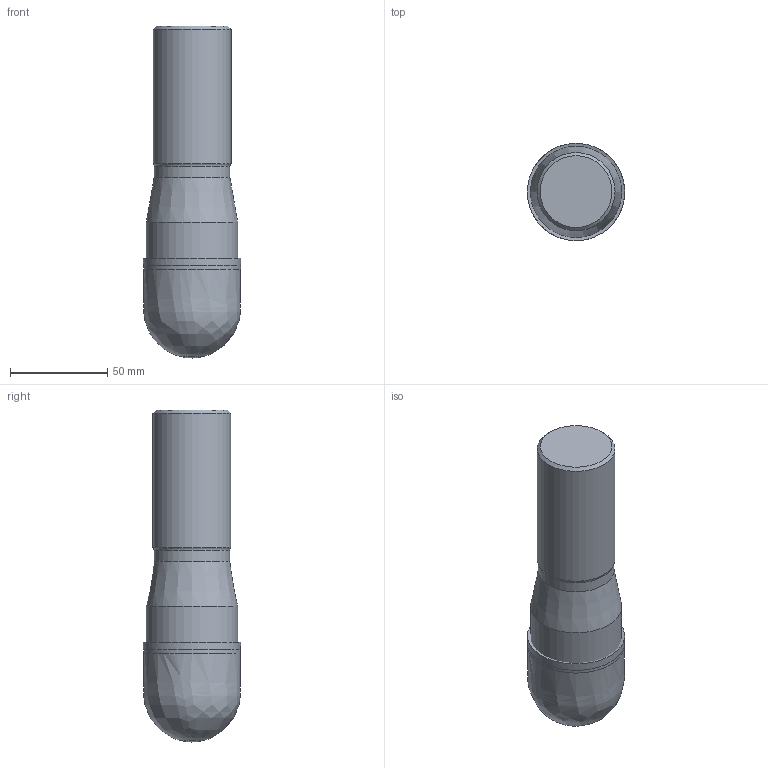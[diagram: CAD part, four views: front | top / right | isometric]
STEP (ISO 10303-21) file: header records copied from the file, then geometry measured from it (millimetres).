
FILE_DESCRIPTION(/* description */ (''),/* implementation_level */ '2;1');
FILE_NAME(/* name */ '1582707078783.stp',/* time_stamp */ '2020-02-26T14:21:31+06:00',/* author */ (''),/* organization */ ('SMS'),/* preprocessor_version */ 'ST-DEVELOPER v16.7',/* originating_system */ 'SIEMENS PLM Software NX 12.0',/* authorisation */ '');
FILE_SCHEMA (('AUTOMOTIVE_DESIGN { 1 0 10303 214 3 1 1 1 }'));
Length unit declared in the file: millimetre
Products named in the file (4): ASSEMBLY_CONSTRUCTION; 202039781mod000_00; 202354923mod000_00; 202354921mod000_00
Assembly tree (3 placements, depth 2):
  202354921mod000_00
    202354923mod000_00
    202039781mod000_00
    ASSEMBLY_CONSTRUCTION
Bounding box: 50.12 x 50.11 x 171 mm (x, y, z)
Volume: 305935.4 mm3; surface area: 35282 mm2
Topology: 2 solids, 2 shells, 24 faces, 52 edges, 40 vertices
Faces by surface type: cone 7, bspline 7, cylinder 4, sphere 3, plane 2, torus 1
Full cylindrical faces by diameter (mm): 39 x1, 40.175 x1, 45.2 x1, 47 x1
Entity records: 11466 total; most frequent: CARTESIAN_POINT 10884, DIRECTION 92, EDGE_LOOP 46, ORIENTED_EDGE 46, AXIS2_PLACEMENT_3D 46, FACE_BOUND 43, ADVANCED_FACE 24, VERTEX_POINT 23
